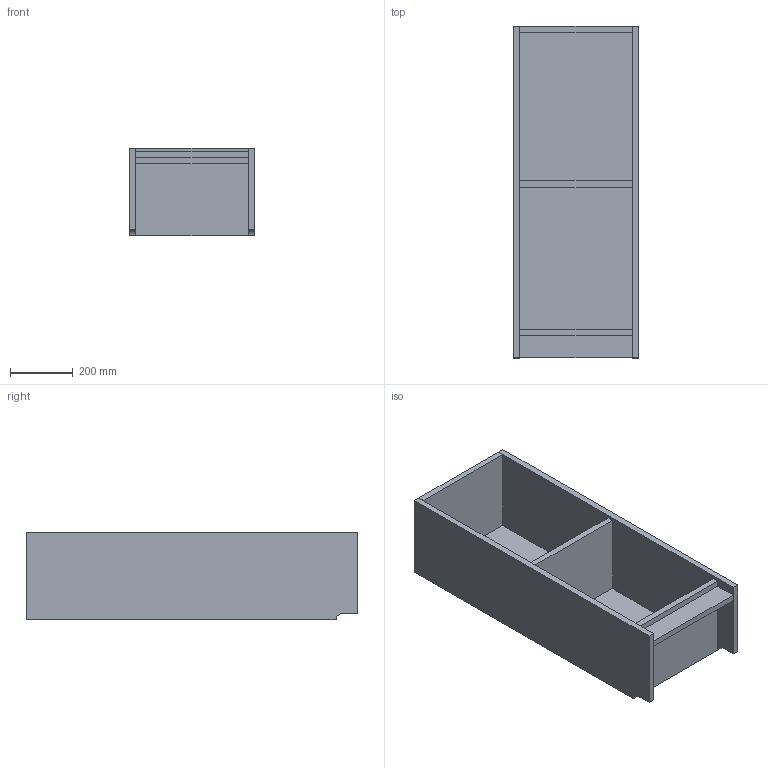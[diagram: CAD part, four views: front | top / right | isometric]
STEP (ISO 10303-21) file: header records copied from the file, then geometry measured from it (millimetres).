
FILE_DESCRIPTION (( 'STEP AP214' ), '1' );
FILE_NAME ('TactonWorks Training - Bookshelf - SW2008 - TW420.step', '2025-09-29T13:48:41', ( '' ), ( '' ), 'SwSTEP 2.0', 'SolidWorks 2017', '' );
FILE_SCHEMA (( 'AUTOMOTIVE_DESIGN' ));
Length unit declared in the file: millimetre
Products named in the file (1): TactonWorks Training - Bookshelf - SW2008 - TW420
Bounding box: 400 x 1060 x 280 mm (x, y, z)
Volume: 19217433.6 mm3; surface area: 2689660 mm2
Topology: 5 solids, 5 shells, 44 faces, 96 edges, 64 vertices
Faces by surface type: plane 42, cylinder 2
Entity records: 1254 total; most frequent: CARTESIAN_POINT 205, ORIENTED_EDGE 192, DIRECTION 190, EDGE_CURVE 96, LINE 92, VECTOR 92, VERTEX_POINT 64, AXIS2_PLACEMENT_3D 49
